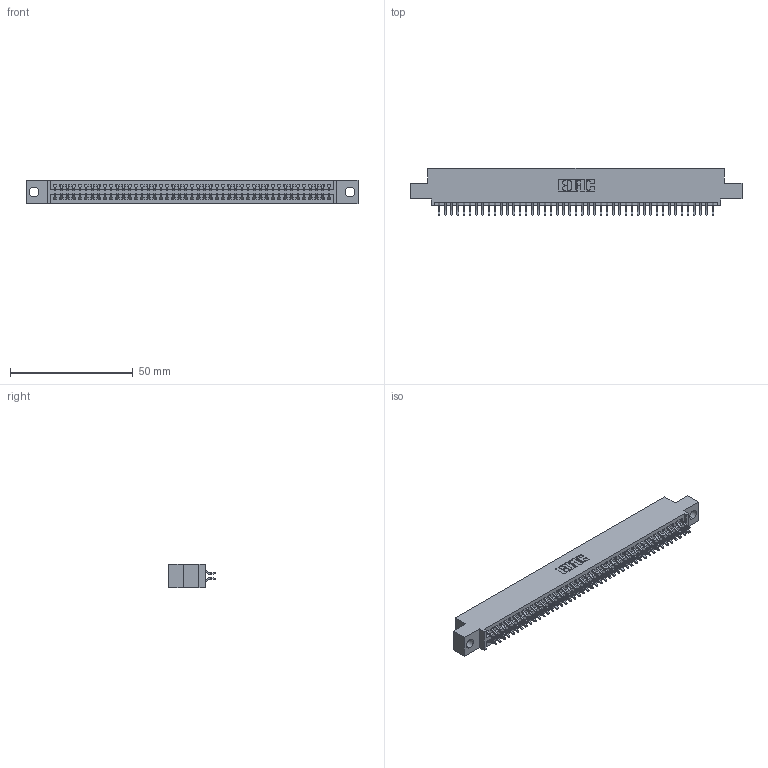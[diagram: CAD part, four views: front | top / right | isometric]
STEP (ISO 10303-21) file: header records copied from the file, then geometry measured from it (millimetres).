
FILE_DESCRIPTION (( 'STEP AP203' ), '1' );
FILE_NAME ('345-090-556-504.STEP', '2021-05-20T15:06:40', ( '' ), ( '' ), 'SwSTEP 2.0', 'SolidWorks 2020', '' );
FILE_SCHEMA (( 'CONFIG_CONTROL_DESIGN' ));
Length unit declared in the file: inch
Products named in the file (3): 345-090-556-504; 345 Part_0.110 Offset - 0.156 Dia-TI; 345-292-001_556 Tail
Assembly tree (91 placements, depth 2):
  345-090-556-504
    345 Part_0.110 Offset - 0.156 Dia-TI
    345-292-001_556 Tail  x90
Bounding box: 135.51 x 19.24 x 9.4 mm (x, y, z)
Volume: 13008.5 mm3; surface area: 19152.4 mm2
Topology: 91 solids, 91 shells, 5184 faces, 15419 edges, 10158 vertices
Faces by surface type: plane 3428, cylinder 1756
Entity records: 35675 total; most frequent: CARTESIAN_POINT 5998, ORIENTED_EDGE 5918, DIRECTION 5271, EDGE_CURVE 2959, VECTOR 2639, LINE 2639, VERTEX_POINT 1970, AXIS2_PLACEMENT_3D 1316
